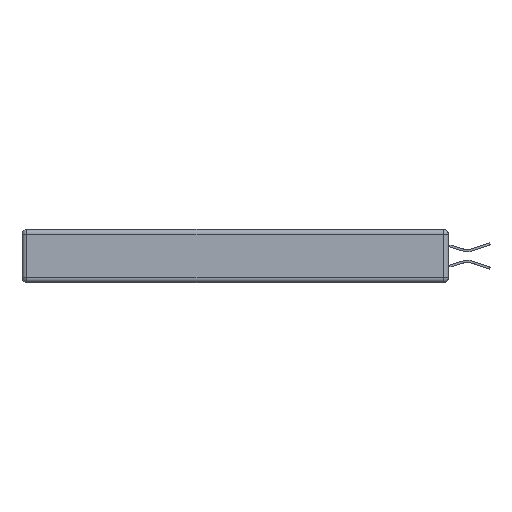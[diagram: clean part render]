
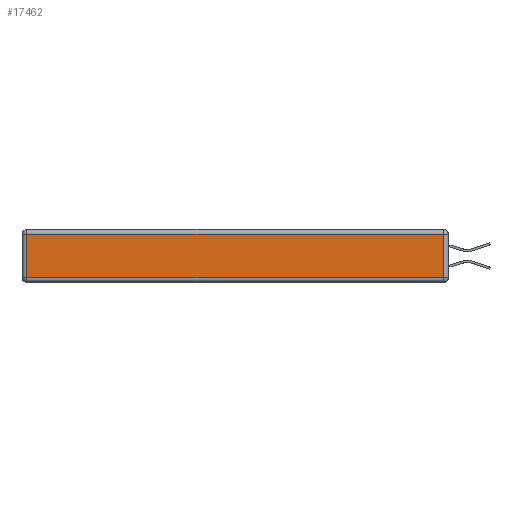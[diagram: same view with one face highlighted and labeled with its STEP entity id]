
A CAD part, left-side view. The second image highlights one B-rep face of the part: STEP entity #17462.
In plain terms, the highlighted planar face has unit normal (-1, 0, 0).
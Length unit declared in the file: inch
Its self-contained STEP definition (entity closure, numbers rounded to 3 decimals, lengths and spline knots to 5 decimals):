
#540 = CARTESIAN_POINT ( 'NONE',  ( 0., 0., -0.313 ) ) ;
#639 = CARTESIAN_POINT ( 'NONE',  ( 0., 0.03, -0.03 ) ) ;
#879 = EDGE_CURVE ( 'NONE', #4679, #6489, #16555, .T. ) ;
#1803 = FACE_OUTER_BOUND ( 'NONE', #3554, .T. ) ;
#2020 = DIRECTION ( 'NONE',  ( -1., 0., 0. ) ) ;
#2060 = AXIS2_PLACEMENT_3D ( 'NONE', #9560, #2020, #11057 ) ;
#3231 = ORIENTED_EDGE ( 'NONE', *, *, #879, .T. ) ;
#3474 = PLANE ( 'NONE',  #2060 ) ;
#3554 = EDGE_LOOP ( 'NONE', ( #3231, #6680, #9843, #13919 ) ) ;
#3882 = VECTOR ( 'NONE', #18168, 39.37008 ) ;
#4679 = VERTEX_POINT ( 'NONE', #7309 ) ;
#4826 = VECTOR ( 'NONE', #15932, 39.37008 ) ;
#5263 = DIRECTION ( 'NONE',  ( 0., 1., 0. ) ) ;
#6150 = EDGE_CURVE ( 'NONE', #15442, #4679, #7806, .T. ) ;
#6489 = VERTEX_POINT ( 'NONE', #10298 ) ;
#6642 = CARTESIAN_POINT ( 'NONE',  ( 0., 2.72, -0.343 ) ) ;
#6680 = ORIENTED_EDGE ( 'NONE', *, *, #16748, .T. ) ;
#7309 = CARTESIAN_POINT ( 'NONE',  ( 0., 2.72, -0.313 ) ) ;
#7801 = CARTESIAN_POINT ( 'NONE',  ( 0., 2.72, -0.03 ) ) ;
#7806 = LINE ( 'NONE', #6642, #4826 ) ;
#9549 = CARTESIAN_POINT ( 'NONE',  ( 0., 0.03, -0.343 ) ) ;
#9560 = CARTESIAN_POINT ( 'NONE',  ( 0., 0., -0.343 ) ) ;
#9843 = ORIENTED_EDGE ( 'NONE', *, *, #18931, .T. ) ;
#10298 = CARTESIAN_POINT ( 'NONE',  ( 0., 0.03, -0.313 ) ) ;
#11057 = DIRECTION ( 'NONE',  ( 0., 0., 1. ) ) ;
#11106 = LINE ( 'NONE', #14093, #13621 ) ;
#13621 = VECTOR ( 'NONE', #5263, 39.37008 ) ;
#13919 = ORIENTED_EDGE ( 'NONE', *, *, #6150, .T. ) ;
#14068 = VERTEX_POINT ( 'NONE', #639 ) ;
#14093 = CARTESIAN_POINT ( 'NONE',  ( 0., 2.75, -0.03 ) ) ;
#15442 = VERTEX_POINT ( 'NONE', #7801 ) ;
#15932 = DIRECTION ( 'NONE',  ( 0., 0., -1. ) ) ;
#16555 = LINE ( 'NONE', #540, #3882 ) ;
#16748 = EDGE_CURVE ( 'NONE', #6489, #14068, #18916, .T. ) ;
#16833 = VECTOR ( 'NONE', #17405, 39.37008 ) ;
#17405 = DIRECTION ( 'NONE',  ( 0., 0., 1. ) ) ;
#17462 = ADVANCED_FACE ( 'NONE', ( #1803 ), #3474, .T. ) ;
#18168 = DIRECTION ( 'NONE',  ( 0., -1., 0. ) ) ;
#18916 = LINE ( 'NONE', #9549, #16833 ) ;
#18931 = EDGE_CURVE ( 'NONE', #14068, #15442, #11106, .T. ) ;
